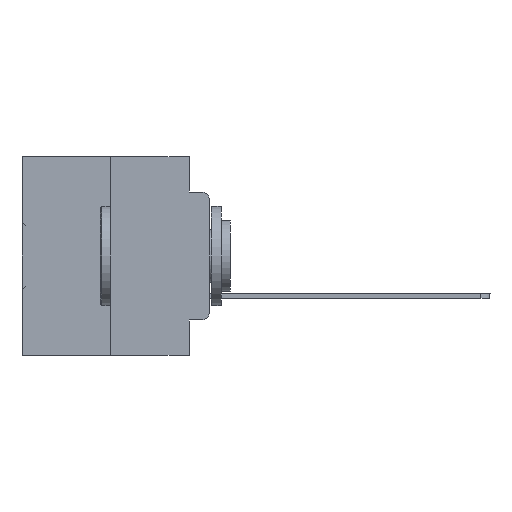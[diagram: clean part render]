
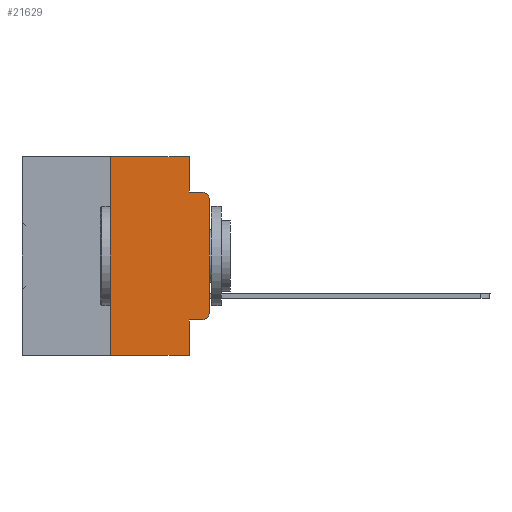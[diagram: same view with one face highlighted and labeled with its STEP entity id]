
A CAD part, left-side view. The second image highlights one B-rep face of the part: STEP entity #21629.
In plain terms, the highlighted planar face has unit normal (-1, 0, 0).
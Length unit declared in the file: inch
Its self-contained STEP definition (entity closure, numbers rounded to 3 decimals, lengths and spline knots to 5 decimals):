
#414 = VECTOR ( 'NONE', #24146, 39.37008 ) ;
#764 = VERTEX_POINT ( 'NONE', #4017 ) ;
#1619 = VERTEX_POINT ( 'NONE', #30743 ) ;
#1828 = CARTESIAN_POINT ( 'NONE',  ( 0., 0.051, 0. ) ) ;
#1850 = VERTEX_POINT ( 'NONE', #20827 ) ;
#2892 = VERTEX_POINT ( 'NONE', #32866 ) ;
#3659 = ORIENTED_EDGE ( 'NONE', *, *, #10682, .F. ) ;
#3850 = ORIENTED_EDGE ( 'NONE', *, *, #14351, .F. ) ;
#4017 = CARTESIAN_POINT ( 'NONE',  ( 0., 0.051, -0.0885 ) ) ;
#4241 = VERTEX_POINT ( 'NONE', #11832 ) ;
#4506 = VERTEX_POINT ( 'NONE', #10543 ) ;
#4812 = CARTESIAN_POINT ( 'NONE',  ( 0., 0.051, -0.0885 ) ) ;
#4896 = CARTESIAN_POINT ( 'NONE',  ( 0., 0.051, 0. ) ) ;
#5036 = CARTESIAN_POINT ( 'NONE',  ( 0., 0.473, 0. ) ) ;
#5176 = CARTESIAN_POINT ( 'NONE',  ( 0., 0.051, 0. ) ) ;
#5443 = ORIENTED_EDGE ( 'NONE', *, *, #34673, .F. ) ;
#6403 = VECTOR ( 'NONE', #31120, 39.37008 ) ;
#6613 = VECTOR ( 'NONE', #32054, 39.37008 ) ;
#7959 = LINE ( 'NONE', #26528, #14531 ) ;
#9524 = CARTESIAN_POINT ( 'NONE',  ( 0., 0.25, 0. ) ) ;
#10543 = CARTESIAN_POINT ( 'NONE',  ( 0., 0., -0.3915 ) ) ;
#10682 = EDGE_CURVE ( 'NONE', #22551, #764, #16054, .T. ) ;
#11832 = CARTESIAN_POINT ( 'NONE',  ( 0., 0.051, -0.5 ) ) ;
#12306 = VERTEX_POINT ( 'NONE', #27524 ) ;
#12460 = CARTESIAN_POINT ( 'NONE',  ( 0., 0., -0.1085 ) ) ;
#12784 = DIRECTION ( 'NONE',  ( 0., -1., 0. ) ) ;
#12823 = DIRECTION ( 'NONE',  ( 0., 0., -1. ) ) ;
#13104 = AXIS2_PLACEMENT_3D ( 'NONE', #5036, #29510, #35241 ) ;
#13105 = DIRECTION ( 'NONE',  ( -1., 0., 0. ) ) ;
#13306 = FACE_OUTER_BOUND ( 'NONE', #13804, .T. ) ;
#13804 = EDGE_LOOP ( 'NONE', ( #19491, #21632, #18959, #3659, #5443, #3850, #24767, #25886, #23671, #20574 ) ) ;
#13916 = AXIS2_PLACEMENT_3D ( 'NONE', #15986, #13105, #31812 ) ;
#14351 = EDGE_CURVE ( 'NONE', #21131, #1850, #27768, .T. ) ;
#14531 = VECTOR ( 'NONE', #21467, 39.37008 ) ;
#15986 = CARTESIAN_POINT ( 'NONE',  ( 0., 0.02, -0.1085 ) ) ;
#16054 = LINE ( 'NONE', #4896, #414 ) ;
#16392 = DIRECTION ( 'NONE',  ( 0., 0., 1. ) ) ;
#16800 = VECTOR ( 'NONE', #26587, 39.37008 ) ;
#16973 = EDGE_CURVE ( 'NONE', #21131, #4241, #31879, .T. ) ;
#17114 = CARTESIAN_POINT ( 'NONE',  ( 0., 0., 0. ) ) ;
#17983 = CARTESIAN_POINT ( 'NONE',  ( 0., 0.02, -0.3915 ) ) ;
#18305 = LINE ( 'NONE', #4812, #16800 ) ;
#18959 = ORIENTED_EDGE ( 'NONE', *, *, #32277, .F. ) ;
#19161 = EDGE_CURVE ( 'NONE', #2892, #4506, #34787, .T. ) ;
#19491 = ORIENTED_EDGE ( 'NONE', *, *, #29891, .T. ) ;
#20574 = ORIENTED_EDGE ( 'NONE', *, *, #19161, .T. ) ;
#20827 = CARTESIAN_POINT ( 'NONE',  ( 0., 0.25, 0. ) ) ;
#21131 = VERTEX_POINT ( 'NONE', #35276 ) ;
#21467 = DIRECTION ( 'NONE',  ( 0., -1., 0. ) ) ;
#21629 = ADVANCED_FACE ( 'NONE', ( #13306 ), #28978, .F. ) ;
#21632 = ORIENTED_EDGE ( 'NONE', *, *, #33488, .T. ) ;
#22551 = VERTEX_POINT ( 'NONE', #5176 ) ;
#23557 = VECTOR ( 'NONE', #16392, 39.37008 ) ;
#23671 = ORIENTED_EDGE ( 'NONE', *, *, #31809, .T. ) ;
#24146 = DIRECTION ( 'NONE',  ( 0., 0., -1. ) ) ;
#24278 = LINE ( 'NONE', #26460, #34572 ) ;
#24489 = LINE ( 'NONE', #1828, #34468 ) ;
#24767 = ORIENTED_EDGE ( 'NONE', *, *, #16973, .T. ) ;
#25020 = LINE ( 'NONE', #17114, #23557 ) ;
#25886 = ORIENTED_EDGE ( 'NONE', *, *, #29752, .F. ) ;
#26203 = AXIS2_PLACEMENT_3D ( 'NONE', #17983, #28961, #32483 ) ;
#26460 = CARTESIAN_POINT ( 'NONE',  ( 0., 0.051, -0.4115 ) ) ;
#26528 = CARTESIAN_POINT ( 'NONE',  ( 0., 0.473, 0. ) ) ;
#26587 = DIRECTION ( 'NONE',  ( 0., -1., 0. ) ) ;
#26685 = VERTEX_POINT ( 'NONE', #12460 ) ;
#27524 = CARTESIAN_POINT ( 'NONE',  ( 0., 0.02, -0.0885 ) ) ;
#27768 = LINE ( 'NONE', #9524, #6403 ) ;
#28961 = DIRECTION ( 'NONE',  ( -1., 0., 0. ) ) ;
#28978 = PLANE ( 'NONE',  #13104 ) ;
#29510 = DIRECTION ( 'NONE',  ( 1., 0., 0. ) ) ;
#29752 = EDGE_CURVE ( 'NONE', #1619, #4241, #24489, .T. ) ;
#29891 = EDGE_CURVE ( 'NONE', #4506, #26685, #25020, .T. ) ;
#30743 = CARTESIAN_POINT ( 'NONE',  ( 0., 0.051, -0.4115 ) ) ;
#31120 = DIRECTION ( 'NONE',  ( 0., 0., 1. ) ) ;
#31531 = CARTESIAN_POINT ( 'NONE',  ( 0., 0.473, -0.5 ) ) ;
#31809 = EDGE_CURVE ( 'NONE', #1619, #2892, #24278, .T. ) ;
#31812 = DIRECTION ( 'NONE',  ( 0., 0., -1. ) ) ;
#31879 = LINE ( 'NONE', #31531, #6613 ) ;
#32054 = DIRECTION ( 'NONE',  ( 0., -1., 0. ) ) ;
#32277 = EDGE_CURVE ( 'NONE', #764, #12306, #18305, .T. ) ;
#32483 = DIRECTION ( 'NONE',  ( 0., 0., -1. ) ) ;
#32866 = CARTESIAN_POINT ( 'NONE',  ( 0., 0.02, -0.4115 ) ) ;
#33488 = EDGE_CURVE ( 'NONE', #26685, #12306, #34588, .T. ) ;
#34468 = VECTOR ( 'NONE', #12823, 39.37008 ) ;
#34572 = VECTOR ( 'NONE', #12784, 39.37008 ) ;
#34588 = CIRCLE ( 'NONE', #13916, 0.02 ) ;
#34673 = EDGE_CURVE ( 'NONE', #1850, #22551, #7959, .T. ) ;
#34787 = CIRCLE ( 'NONE', #26203, 0.02 ) ;
#35241 = DIRECTION ( 'NONE',  ( 0., 0., -1. ) ) ;
#35276 = CARTESIAN_POINT ( 'NONE',  ( 0., 0.25, -0.5 ) ) ;
